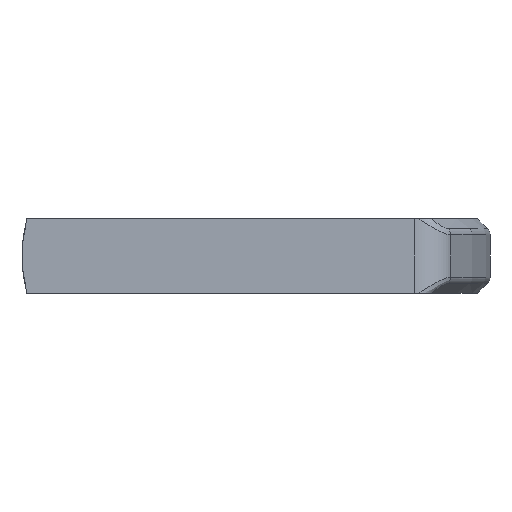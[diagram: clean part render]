
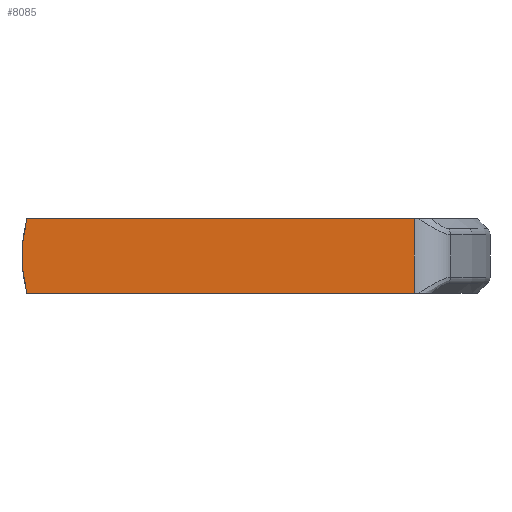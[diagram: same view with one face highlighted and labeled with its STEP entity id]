
A CAD part, left-side view. The second image highlights one B-rep face of the part: STEP entity #8085.
In plain terms, the highlighted planar face has unit normal (-1, 0, 0).
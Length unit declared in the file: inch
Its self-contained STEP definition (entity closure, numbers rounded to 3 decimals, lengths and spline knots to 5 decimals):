
#128=PLANE('',#8573);
#534=FACE_OUTER_BOUND('',#969,.T.);
#969=EDGE_LOOP('',(#6225,#6226,#6227,#6228));
#1357=CIRCLE('',#8506,1.45168);
#1525=LINE('',#11297,#2573);
#1818=LINE('',#12313,#2866);
#1819=LINE('',#12314,#2867);
#2573=VECTOR('',#9080,3.90581);
#2866=VECTOR('',#9555,3.90581);
#2867=VECTOR('',#9556,0.75);
#3644=VERTEX_POINT('',#11294);
#3645=VERTEX_POINT('',#11296);
#3899=VERTEX_POINT('',#11859);
#3969=VERTEX_POINT('',#12312);
#4472=EDGE_CURVE('',#3645,#3644,#1525,.T.);
#4738=EDGE_CURVE('',#3644,#3899,#1357,.T.);
#4845=EDGE_CURVE('',#3969,#3899,#1818,.T.);
#4846=EDGE_CURVE('',#3969,#3645,#1819,.T.);
#6225=ORIENTED_EDGE('',*,*,#4845,.F.);
#6226=ORIENTED_EDGE('',*,*,#4846,.T.);
#6227=ORIENTED_EDGE('',*,*,#4472,.T.);
#6228=ORIENTED_EDGE('',*,*,#4738,.T.);
#8085=ADVANCED_FACE('',(#534),#128,.T.);
#8506=AXIS2_PLACEMENT_3D('',#11860,#9375,#9376);
#8573=AXIS2_PLACEMENT_3D('',#12311,#9553,#9554);
#9080=DIRECTION('',(0.,1.,0.));
#9375=DIRECTION('center_axis',(-1.,0.,0.));
#9376=DIRECTION('ref_axis',(0.,1.,0.));
#9553=DIRECTION('center_axis',(-1.,0.,0.));
#9554=DIRECTION('ref_axis',(0.,-1.,0.));
#9555=DIRECTION('',(0.,1.,0.));
#9556=DIRECTION('',(0.,0.,1.));
#11294=CARTESIAN_POINT('',(0.,0.,0.75));
#11296=CARTESIAN_POINT('',(0.,-3.90581,0.75));
#11297=CARTESIAN_POINT('',(0.,-0.07573,0.75));
#11859=CARTESIAN_POINT('',(0.,0.,0.));
#11860=CARTESIAN_POINT('Origin',(0.,-1.4024,
0.375));
#12311=CARTESIAN_POINT('Origin',(0.,-0.07573,
0.));
#12312=CARTESIAN_POINT('',(0.,-3.90581,0.));
#12313=CARTESIAN_POINT('',(0.,-0.07573,0.));
#12314=CARTESIAN_POINT('',(0.,-3.90581,0.));
